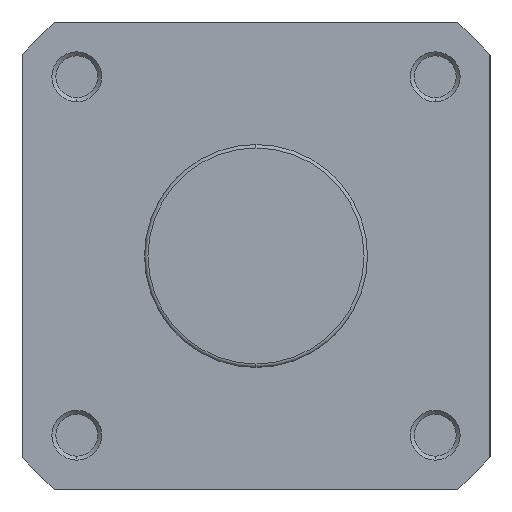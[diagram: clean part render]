
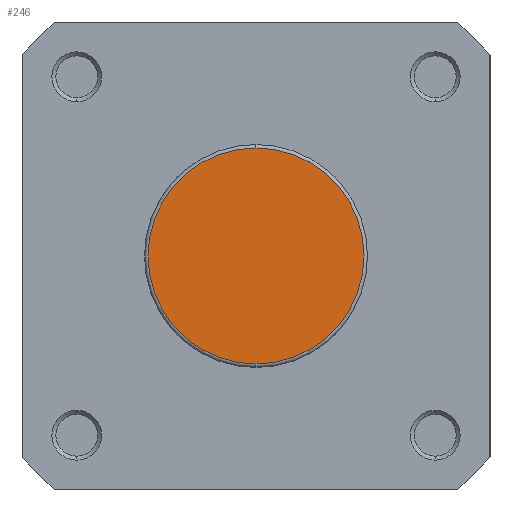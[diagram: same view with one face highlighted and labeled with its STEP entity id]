
A CAD part, left-side view. The second image highlights one B-rep face of the part: STEP entity #246.
In plain terms, the highlighted planar face has unit normal (-1, 0, 0).
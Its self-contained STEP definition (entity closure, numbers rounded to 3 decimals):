
#246 = ADVANCED_FACE ( 'NONE', ( #6072 ), #3631, .F. ) ;
#1184 = ORIENTED_EDGE ( 'NONE', *, *, #4204, .T. ) ;
#1185 = ORIENTED_EDGE ( 'NONE', *, *, #4310, .T. ) ;
#1308 = EDGE_LOOP ( 'NONE', ( #1185, #1184 ) ) ;
#1417 = CARTESIAN_POINT ( 'NONE',  ( 0., 0., -21.7 ) ) ;
#1451 = CARTESIAN_POINT ( 'NONE',  ( 0., 0., 21.7 ) ) ;
#1801 = CARTESIAN_POINT ( 'NONE',  ( 0., 0., 0. ) ) ;
#1802 = DIRECTION ( 'NONE',  ( -1., 0., 0. ) ) ;
#1803 = DIRECTION ( 'NONE',  ( 0., 0., -1. ) ) ;
#2056 = CARTESIAN_POINT ( 'NONE',  ( 0., 0., 0. ) ) ;
#2058 = DIRECTION ( 'NONE',  ( -1., 0., 0. ) ) ;
#2059 = DIRECTION ( 'NONE',  ( 0., 0., -1. ) ) ;
#2981 = VERTEX_POINT ( 'NONE', #1417 ) ;
#3015 = VERTEX_POINT ( 'NONE', #1451 ) ;
#3630 = CARTESIAN_POINT ( 'NONE',  ( 0., 22.4, 0. ) ) ;
#3631 = PLANE ( 'NONE',  #4732 ) ;
#3633 = DIRECTION ( 'NONE',  ( 1., 0., 0. ) ) ;
#3634 = DIRECTION ( 'NONE',  ( 0., 0., -1. ) ) ;
#4204 = EDGE_CURVE ( 'NONE', #3015, #2981, #5300, .T. ) ;
#4310 = EDGE_CURVE ( 'NONE', #2981, #3015, #5467, .T. ) ;
#4732 = AXIS2_PLACEMENT_3D ( 'NONE', #3630, #3633, #3634 ) ;
#4876 = AXIS2_PLACEMENT_3D ( 'NONE', #1801, #1802, #1803 ) ;
#4917 = AXIS2_PLACEMENT_3D ( 'NONE', #2056, #2058, #2059 ) ;
#5300 = CIRCLE ( 'NONE', #4876, 21.7 ) ;
#5467 = CIRCLE ( 'NONE', #4917, 21.7 ) ;
#6072 = FACE_OUTER_BOUND ( 'NONE', #1308, .T. ) ;
